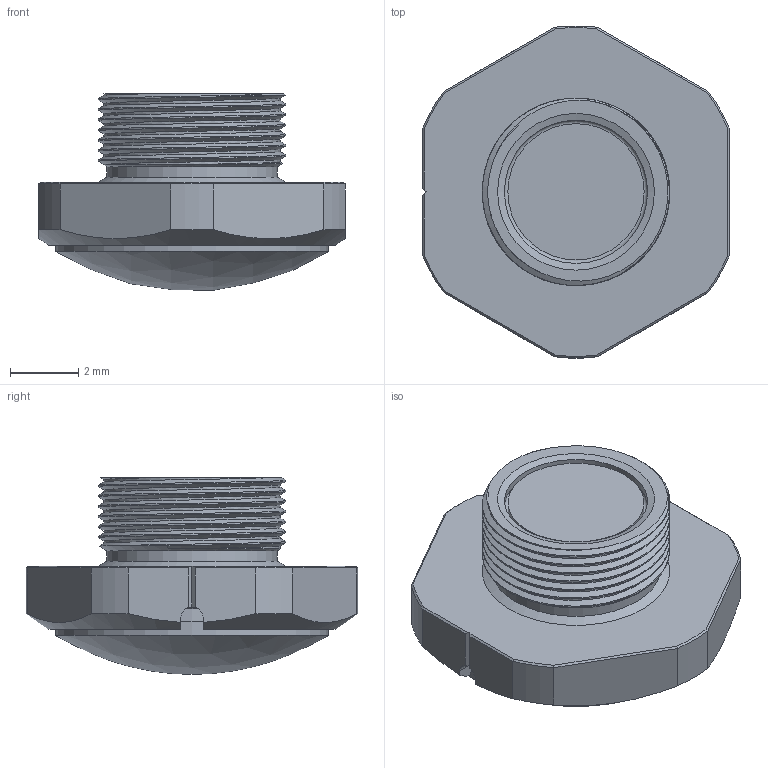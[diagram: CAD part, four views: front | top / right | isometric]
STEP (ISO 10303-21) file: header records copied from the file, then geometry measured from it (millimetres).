
FILE_DESCRIPTION (( 'STEP AP214' ), '1' );
FILE_NAME ('digit360_spdt_lens.STEP', '2024-10-31T00:09:10', ( '' ), ( '' ), 'SwSTEP 2.0', 'SolidWorks 2023', '' );
FILE_SCHEMA (( 'AUTOMOTIVE_DESIGN' ));
Length unit declared in the file: millimetre
Products named in the file (13): 647-06902-00; 647-06897-00_modified20211217; 647-06905-00; 647-06901-00; digit360_spdt_lens; 647-06906-00; 647-06903-00; 647-06899-00; 647-06907-00; 647-06898-00; 647-06900-00; 647-06904-00; rays_1
Assembly tree (11 placements, depth 2):
  digit360_spdt_lens
    647-06898-00
    647-06899-00
    647-06900-00
    647-06901-00
    647-06902-00
    647-06903-00
    647-06904-00
    647-06905-00
    647-06897-00_modified20211217
    647-06906-00
    647-06907-00
  rays_1
Bounding box: 9 x 9.74 x 5.78 mm (x, y, z)
Volume: 195.1 mm3; surface area: 613.1 mm2
Topology: 11 solids, 11 shells, 136 faces, 311 edges, 201 vertices
Faces by surface type: plane 52, cylinder 40, cone 23, bspline 13, torus 6, sphere 2
Full cylindrical faces by diameter (mm): 0.551 x1, 0.8 x1, 1.6 x1, 1.9 x1, 3.2 x1, 3.24 x1, 3.25 x6, 4 x1, 4.2 x1, 4.5 x1, 5 x1, 8 x1
Entity records: 6098 total; most frequent: CARTESIAN_POINT 3026, DIRECTION 574, ORIENTED_EDGE 486, AXIS2_PLACEMENT_3D 252, EDGE_CURVE 243, EDGE_LOOP 193, VERTEX_POINT 178, FACE_OUTER_BOUND 159
